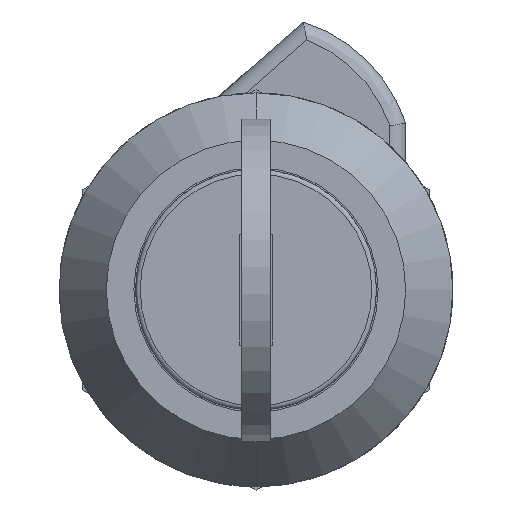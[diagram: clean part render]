
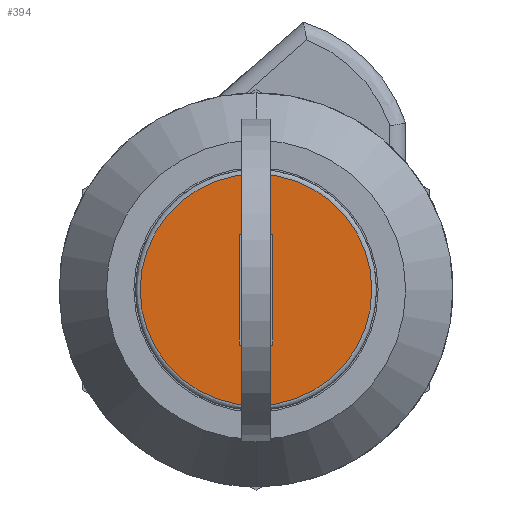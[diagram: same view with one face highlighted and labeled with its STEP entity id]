
A CAD part, front view. The second image highlights one B-rep face of the part: STEP entity #394.
In plain terms, the highlighted planar face has unit normal (0, -1, 0).
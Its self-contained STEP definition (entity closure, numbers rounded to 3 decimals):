
#394=ADVANCED_FACE('',(#751,#752,#753),#750,.F.);
#750=PLANE('',#2142);
#751=FACE_OUTER_BOUND('',#2143,.T.);
#752=FACE_BOUND('',#2144,.T.);
#753=FACE_BOUND('',#2145,.T.);
#2139=CARTESIAN_POINT('',(-15.277,0.,-9.555));
#2140=DIRECTION('',(0.,1.,0.));
#2141=DIRECTION('',(0.,0.,1.));
#2142=AXIS2_PLACEMENT_3D('',#2139,#2140,#2141);
#2143=EDGE_LOOP('',(#3170,#3171));
#2144=EDGE_LOOP('',(#3172,#3173));
#2145=EDGE_LOOP('',(#3174,#3175,#3176,#3177));
#3170=ORIENTED_EDGE('',*,*,#3878,.T.);
#3171=ORIENTED_EDGE('',*,*,#3879,.T.);
#3172=ORIENTED_EDGE('',*,*,#3880,.T.);
#3173=ORIENTED_EDGE('',*,*,#3881,.T.);
#3174=ORIENTED_EDGE('',*,*,#3882,.T.);
#3175=ORIENTED_EDGE('',*,*,#3883,.T.);
#3176=ORIENTED_EDGE('',*,*,#3884,.T.);
#3177=ORIENTED_EDGE('',*,*,#3885,.T.);
#3878=EDGE_CURVE('',#4551,#4552,#4553,.T.);
#3879=EDGE_CURVE('',#4552,#4551,#4559,.T.);
#3880=EDGE_CURVE('',#4565,#4566,#4567,.T.);
#3881=EDGE_CURVE('',#4566,#4565,#4573,.T.);
#3882=EDGE_CURVE('',#4579,#4580,#4581,.T.);
#3883=EDGE_CURVE('',#4580,#4587,#4588,.T.);
#3884=EDGE_CURVE('',#4587,#4594,#4595,.T.);
#3885=EDGE_CURVE('',#4594,#4579,#4601,.T.);
#4551=VERTEX_POINT('',#6967);
#4552=VERTEX_POINT('',#6968);
#4553=CIRCLE('',#6972,7.35);
#4559=CIRCLE('',#6976,7.35);
#4565=VERTEX_POINT('',#6977);
#4566=VERTEX_POINT('',#6978);
#4567=CIRCLE('',#6982,0.687);
#4573=CIRCLE('',#6986,0.687);
#4579=VERTEX_POINT('',#6987);
#4580=VERTEX_POINT('',#6988);
#4581=LINE('',#6989,#6990);
#4587=VERTEX_POINT('',#6992);
#4588=LINE('',#6993,#6994);
#4594=VERTEX_POINT('',#6996);
#4595=LINE('',#6997,#6998);
#4601=LINE('',#7000,#7001);
#6967=CARTESIAN_POINT('',(0.,0.,-7.35));
#6968=CARTESIAN_POINT('',(0.,0.,7.35));
#6969=CARTESIAN_POINT('',(0.,0.,0.));
#6970=DIRECTION('',(0.,-1.,0.));
#6971=DIRECTION('',(0.,0.,-1.));
#6972=AXIS2_PLACEMENT_3D('',#6969,#6970,#6971);
#6973=CARTESIAN_POINT('',(0.,0.,0.));
#6974=DIRECTION('',(0.,-1.,0.));
#6975=DIRECTION('',(0.,0.,-1.));
#6976=AXIS2_PLACEMENT_3D('',#6973,#6974,#6975);
#6977=CARTESIAN_POINT('',(0.,0.,6.387));
#6978=CARTESIAN_POINT('',(0.,0.,5.013));
#6979=CARTESIAN_POINT('',(0.,0.,5.7));
#6980=DIRECTION('',(0.,1.,0.));
#6981=DIRECTION('',(0.,0.,1.));
#6982=AXIS2_PLACEMENT_3D('',#6979,#6980,#6981);
#6983=CARTESIAN_POINT('',(0.,0.,5.7));
#6984=DIRECTION('',(0.,1.,0.));
#6985=DIRECTION('',(0.,0.,1.));
#6986=AXIS2_PLACEMENT_3D('',#6983,#6984,#6985);
#6987=CARTESIAN_POINT('',(1.05,0.,-3.5));
#6988=CARTESIAN_POINT('',(-1.05,0.,-3.5));
#6989=CARTESIAN_POINT('',(1.05,0.,-3.5));
#6990=VECTOR('',#6991,2.1);
#6991=DIRECTION('',(-1.,0.,0.));
#6992=CARTESIAN_POINT('',(-1.05,0.,3.5));
#6993=CARTESIAN_POINT('',(-1.05,0.,-3.5));
#6994=VECTOR('',#6995,7.);
#6995=DIRECTION('',(0.,0.,1.));
#6996=CARTESIAN_POINT('',(1.05,0.,3.5));
#6997=CARTESIAN_POINT('',(-1.05,0.,3.5));
#6998=VECTOR('',#6999,2.1);
#6999=DIRECTION('',(1.,0.,0.));
#7000=CARTESIAN_POINT('',(1.05,0.,3.5));
#7001=VECTOR('',#7002,7.);
#7002=DIRECTION('',(0.,0.,-1.));
